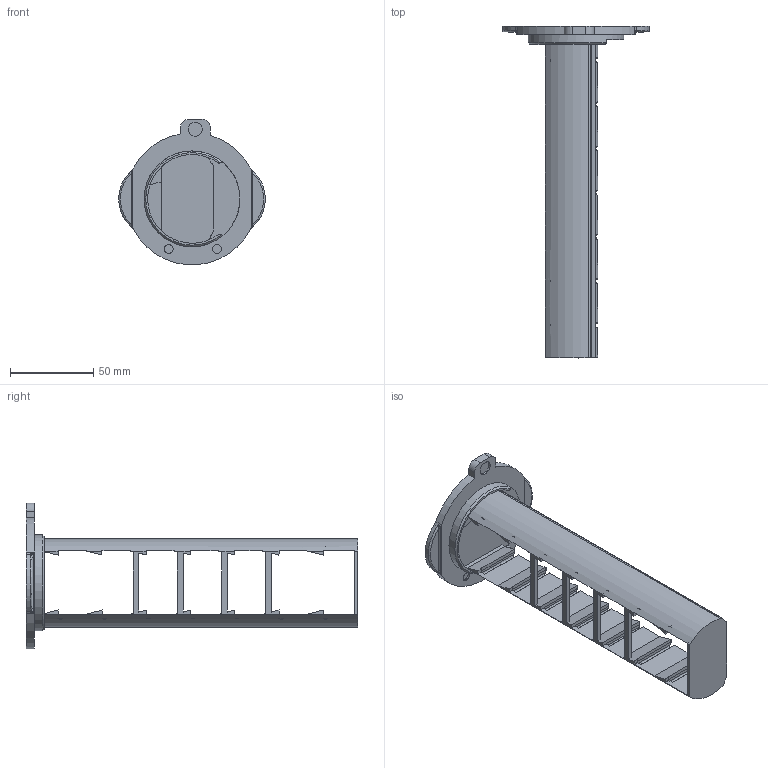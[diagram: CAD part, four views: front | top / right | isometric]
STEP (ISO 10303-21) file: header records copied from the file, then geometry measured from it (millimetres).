
FILE_DESCRIPTION(/* description */ (''),/* implementation_level */ '2;1');
FILE_NAME(/* name */ 'cartridge_rack.step',/* time_stamp */ '2023-12-29T20:59:20+01:00',/* author */ (''),/* organization */ (''),/* preprocessor_version */ 'ST-DEVELOPER v20',/* originating_system */ 'Autodesk Translation Framework v12.14.0.127',/* authorisation */ '');
FILE_SCHEMA (('AUTOMOTIVE_DESIGN { 1 0 10303 214 3 1 1 }'));
Length unit declared in the file: millimetre
Products named in the file (1): Cartridge Rack
Bounding box: 88 x 199 x 87.17 mm (x, y, z)
Volume: 107224.2 mm3; surface area: 46033.2 mm2
Topology: 1 solids, 1 shells, 246 faces, 743 edges, 488 vertices
Faces by surface type: plane 167, cylinder 42, bspline 30, torus 6, cone 1
Full cylindrical faces by diameter (mm): 5.35 x2, 8.5 x1, 57.5 x1
Entity records: 9853 total; most frequent: CARTESIAN_POINT 3283, ORIENTED_EDGE 1486, DIRECTION 1218, EDGE_CURVE 743, LINE 488, VECTOR 488, VERTEX_POINT 488, AXIS2_PLACEMENT_3D 365
